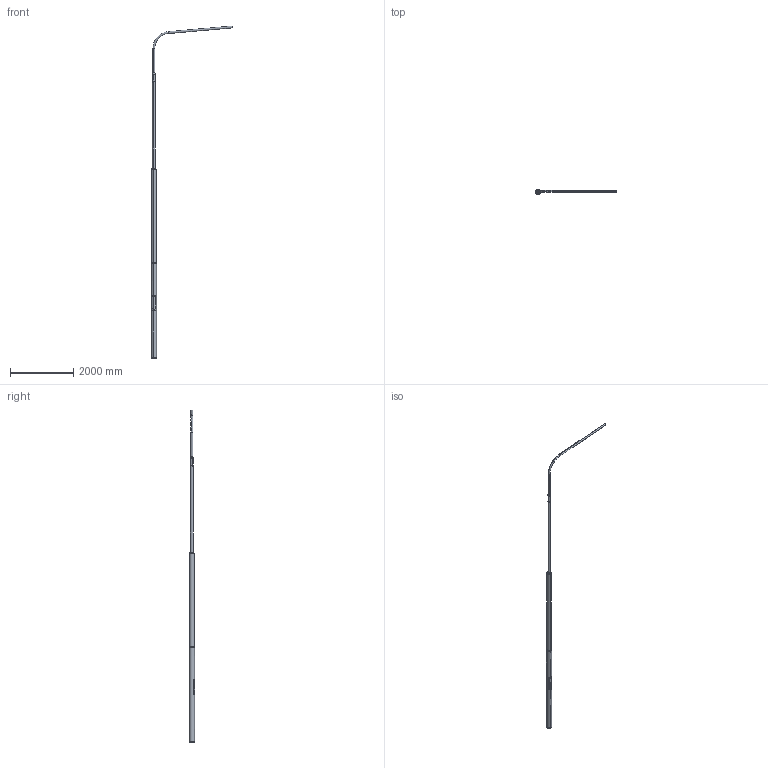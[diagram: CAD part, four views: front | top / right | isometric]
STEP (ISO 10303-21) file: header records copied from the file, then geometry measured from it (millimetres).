
FILE_DESCRIPTION (( 'STEP AP214' ), '1' );
FILE_NAME ('110440KGXS P125B110O 4608127 P-VARTINEN OLAKEPYLVÄS_3D.step', '2022-05-28T14:50:45', ( '' ), ( '' ), 'SwSTEP 2.0', 'SolidWorks 2021', '' );
FILE_SCHEMA (( 'AUTOMOTIVE_DESIGN' ));
Length unit declared in the file: millimetre
Products named in the file (15): socket head cap screw_din_DIN 912 M6 x 16 --- 16N; P-OLAKEVARSI_P125BO; socket set screw cone point_din_DIN 914 - M10 x 20-N; OLAKERUNKO_B110O; 168,3X4,0 PYÖREÄPUTKI-TYVI_168 TYVIPUTKI TASALATVA-3000; OLAKEVARREN LATTA_LATTA 3X9,5X200; socket set screw cone point_din_DIN 914 - M10 x 25-N; 88,9X3,2 PY烼E鵬UTKI-LATVA_88,9X3,2 LATVAPUTKI-3000; KYTKENTÄAUKON LATTARAUTA_LATTA 4X20X120; YKSI R_KYTKENTÄAUKON LUUKKU_LUUKKU D168,3; SOVITERENGAS OLAKEVARSI_SOVITERENGAS D60-D89; P-OLAKEVARREN AIHIO_P125BO; 139,7X3,6 PYÖREÄPUTKI-VÄLI_139,7X3,6 VŽLIPUTKI-3000; LATTA 5X16X460 KYTKENTÄAUKON VAHVIKE_C 1; 110440KGXS P125B110O 4608127 P-VARTINEN OLAKEPYLVÄS_3D
Assembly tree (22 placements, depth 3):
  110440KGXS P125B110O 4608127 P-VARTINEN OLAKEPYLVÄS_3D
    OLAKERUNKO_B110O
      168,3X4,0 PYÖREÄPUTKI-TYVI_168 TYVIPUTKI TASALATVA-3000
      139,7X3,6 PYÖREÄPUTKI-VÄLI_139,7X3,6 VŽLIPUTKI-3000
      88,9X3,2 PY烼E鵬UTKI-LATVA_88,9X3,2 LATVAPUTKI-3000
      socket set screw cone point_din_DIN 914 - M10 x 25-N
      socket set screw cone point_din_DIN 914 - M10 x 20-N  x2
      YKSI R_KYTKENTÄAUKON LUUKKU_LUUKKU D168,3
      socket head cap screw_din_DIN 912 M6 x 16 --- 16N  x4
      KYTKENTÄAUKON LATTARAUTA_LATTA 4X20X120  x2
      LATTA 5X16X460 KYTKENTÄAUKON VAHVIKE_C 1  x2
    P-OLAKEVARSI_P125BO
      P-OLAKEVARREN AIHIO_P125BO
      SOVITERENGAS OLAKEVARSI_SOVITERENGAS D60-D89
      OLAKEVARREN LATTA_LATTA 3X9,5X200  x3
Bounding box: 2586.78 x 175.8 x 10530.04 mm (x, y, z)
Volume: 15531453.6 mm3; surface area: 8850605.1 mm2
Topology: 20 solids, 20 shells, 326 faces, 770 edges, 476 vertices
Faces by surface type: plane 158, cylinder 88, cone 56, torus 22, bspline 2
Entity records: 8518 total; most frequent: CARTESIAN_POINT 2962, DIRECTION 1056, ORIENTED_EDGE 1016, EDGE_CURVE 508, AXIS2_PLACEMENT_3D 397, VERTEX_POINT 321, VECTOR 262, LINE 262
